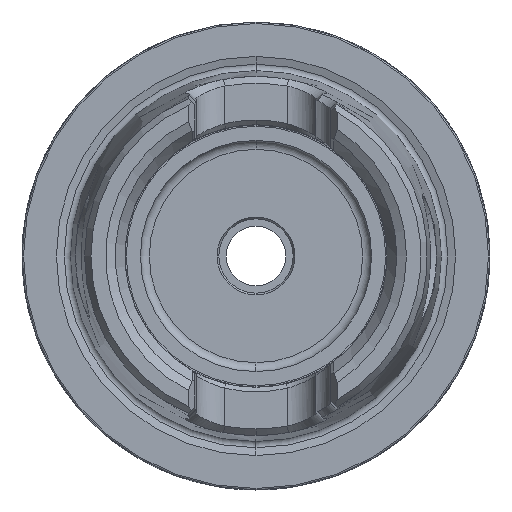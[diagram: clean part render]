
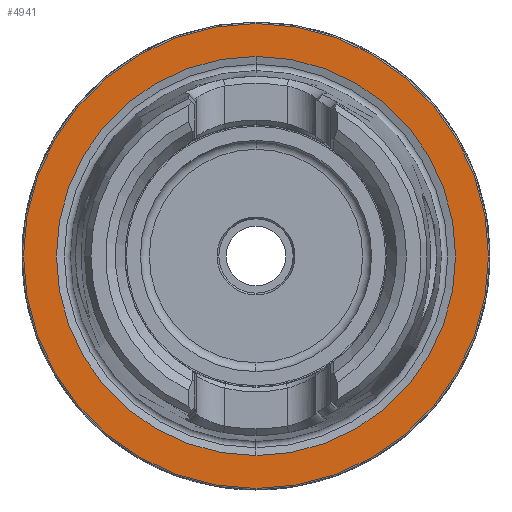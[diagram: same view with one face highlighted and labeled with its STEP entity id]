
A CAD part, left-side view. The second image highlights one B-rep face of the part: STEP entity #4941.
In plain terms, the highlighted planar face has unit normal (-1, 0, 0).
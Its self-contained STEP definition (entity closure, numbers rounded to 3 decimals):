
#52 = AXIS2_PLACEMENT_3D ( 'NONE', #8956, #3025, #9964 ) ;
#191 = DIRECTION ( 'NONE',  ( 0., 0., 1. ) ) ;
#378 = EDGE_LOOP ( 'NONE', ( #11805, #5414 ) ) ;
#430 = ORIENTED_EDGE ( 'NONE', *, *, #9808, .F. ) ;
#602 = CIRCLE ( 'NONE', #52, 26.85 ) ;
#925 = CARTESIAN_POINT ( 'NONE',  ( 0., 0., 26.85 ) ) ;
#1652 = CARTESIAN_POINT ( 'NONE',  ( 0., 0., -31.275 ) ) ;
#1800 = FACE_OUTER_BOUND ( 'NONE', #378, .T. ) ;
#2105 = DIRECTION ( 'NONE',  ( 0., 0., -1. ) ) ;
#2175 = VERTEX_POINT ( 'NONE', #5768 ) ;
#2642 = CARTESIAN_POINT ( 'NONE',  ( 0., 0., -26.85 ) ) ;
#3025 = DIRECTION ( 'NONE',  ( -1., 0., 0. ) ) ;
#3190 = CARTESIAN_POINT ( 'NONE',  ( 0., 0., 0. ) ) ;
#3278 = CARTESIAN_POINT ( 'NONE',  ( 0., 0., 0. ) ) ;
#3328 = EDGE_CURVE ( 'NONE', #11939, #11527, #602, .T. ) ;
#3825 = EDGE_CURVE ( 'NONE', #6796, #2175, #8650, .T. ) ;
#4192 = DIRECTION ( 'NONE',  ( 0., 0., 1. ) ) ;
#4289 = DIRECTION ( 'NONE',  ( 0., 0., 1. ) ) ;
#4549 = AXIS2_PLACEMENT_3D ( 'NONE', #12050, #6128, #191 ) ;
#4756 = EDGE_LOOP ( 'NONE', ( #7529, #430 ) ) ;
#4941 = ADVANCED_FACE ( 'NONE', ( #12053, #1800 ), #10019, .F. ) ;
#5414 = ORIENTED_EDGE ( 'NONE', *, *, #3825, .T. ) ;
#5768 = CARTESIAN_POINT ( 'NONE',  ( 0., 0., 31.275 ) ) ;
#5776 = AXIS2_PLACEMENT_3D ( 'NONE', #3278, #10225, #4289 ) ;
#6128 = DIRECTION ( 'NONE',  ( -1., 0., 0. ) ) ;
#6796 = VERTEX_POINT ( 'NONE', #1652 ) ;
#7349 = CIRCLE ( 'NONE', #4549, 26.85 ) ;
#7529 = ORIENTED_EDGE ( 'NONE', *, *, #3328, .F. ) ;
#7684 = AXIS2_PLACEMENT_3D ( 'NONE', #12007, #8067, #2105 ) ;
#8067 = DIRECTION ( 'NONE',  ( 1., 0., 0. ) ) ;
#8650 = CIRCLE ( 'NONE', #5776, 31.275 ) ;
#8956 = CARTESIAN_POINT ( 'NONE',  ( 0., 0., 0. ) ) ;
#9122 = EDGE_CURVE ( 'NONE', #2175, #6796, #10796, .T. ) ;
#9695 = AXIS2_PLACEMENT_3D ( 'NONE', #3190, #10131, #4192 ) ;
#9808 = EDGE_CURVE ( 'NONE', #11527, #11939, #7349, .T. ) ;
#9964 = DIRECTION ( 'NONE',  ( 0., 0., 1. ) ) ;
#10019 = PLANE ( 'NONE',  #7684 ) ;
#10131 = DIRECTION ( 'NONE',  ( -1., 0., 0. ) ) ;
#10225 = DIRECTION ( 'NONE',  ( -1., 0., 0. ) ) ;
#10796 = CIRCLE ( 'NONE', #9695, 31.275 ) ;
#11527 = VERTEX_POINT ( 'NONE', #2642 ) ;
#11805 = ORIENTED_EDGE ( 'NONE', *, *, #9122, .T. ) ;
#11939 = VERTEX_POINT ( 'NONE', #925 ) ;
#12007 = CARTESIAN_POINT ( 'NONE',  ( 0., 31.275, 0. ) ) ;
#12050 = CARTESIAN_POINT ( 'NONE',  ( 0., 0., 0. ) ) ;
#12053 = FACE_BOUND ( 'NONE', #4756, .T. ) ;
